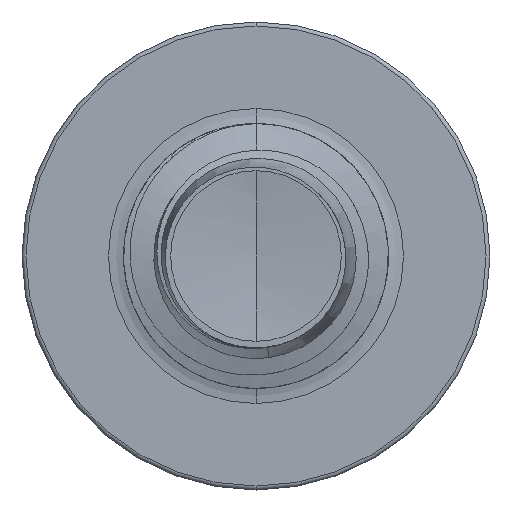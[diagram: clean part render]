
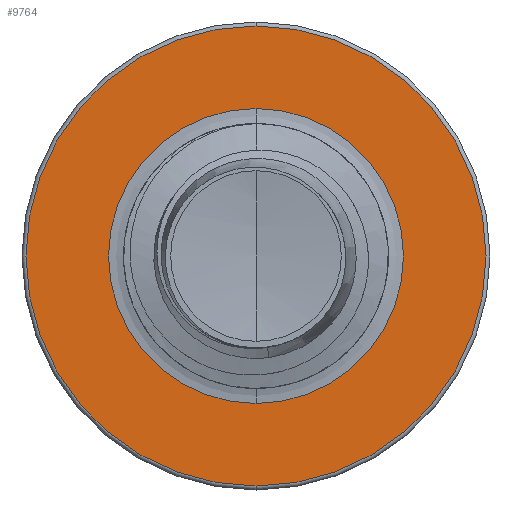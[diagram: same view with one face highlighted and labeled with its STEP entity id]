
A CAD part, front view. The second image highlights one B-rep face of the part: STEP entity #9764.
In plain terms, the highlighted planar face has unit normal (0, -1, 0).
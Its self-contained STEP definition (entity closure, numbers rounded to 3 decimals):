
#575 = DIRECTION ( 'NONE',  ( 0., 0., 1. ) ) ;
#711 = CARTESIAN_POINT ( 'NONE',  ( 0., 7.5, -1.67 ) ) ;
#2038 = ORIENTED_EDGE ( 'NONE', *, *, #21348, .T. ) ;
#2515 = CARTESIAN_POINT ( 'NONE',  ( 0., 7.5, 2.605 ) ) ;
#3224 = CARTESIAN_POINT ( 'NONE',  ( 0., 7.5, -2.605 ) ) ;
#4474 = CARTESIAN_POINT ( 'NONE',  ( 0., 7.5, 0. ) ) ;
#4484 = FACE_OUTER_BOUND ( 'NONE', #21131, .T. ) ;
#5148 = CIRCLE ( 'NONE', #18261, 1.67 ) ;
#5729 = DIRECTION ( 'NONE',  ( 0., 0., 1. ) ) ;
#5836 = AXIS2_PLACEMENT_3D ( 'NONE', #4474, #20673, #5729 ) ;
#6619 = EDGE_CURVE ( 'NONE', #20795, #20497, #5148, .T. ) ;
#8091 = EDGE_LOOP ( 'NONE', ( #2038, #10285 ) ) ;
#8221 = AXIS2_PLACEMENT_3D ( 'NONE', #22216, #13444, #575 ) ;
#8785 = CARTESIAN_POINT ( 'NONE',  ( 0., 7.5, 1.67 ) ) ;
#9350 = FACE_BOUND ( 'NONE', #8091, .T. ) ;
#9573 = DIRECTION ( 'NONE',  ( 0., 1., 0. ) ) ;
#9754 = EDGE_CURVE ( 'NONE', #22374, #12997, #14833, .T. ) ;
#9764 = ADVANCED_FACE ( 'NONE', ( #4484, #9350 ), #13833, .F. ) ;
#9996 = AXIS2_PLACEMENT_3D ( 'NONE', #13863, #16514, #21010 ) ;
#10285 = ORIENTED_EDGE ( 'NONE', *, *, #6619, .T. ) ;
#11472 = CIRCLE ( 'NONE', #21912, 2.605 ) ;
#12049 = DIRECTION ( 'NONE',  ( 0., 1., 0. ) ) ;
#12134 = CARTESIAN_POINT ( 'NONE',  ( 0., 7.5, 0. ) ) ;
#12997 = VERTEX_POINT ( 'NONE', #3224 ) ;
#13444 = DIRECTION ( 'NONE',  ( 0., 1., 0. ) ) ;
#13736 = DIRECTION ( 'NONE',  ( 0., 0., 1. ) ) ;
#13833 = PLANE ( 'NONE',  #9996 ) ;
#13863 = CARTESIAN_POINT ( 'NONE',  ( 0., 7.5, -1.67 ) ) ;
#14218 = ORIENTED_EDGE ( 'NONE', *, *, #22518, .F. ) ;
#14833 = CIRCLE ( 'NONE', #5836, 2.605 ) ;
#16514 = DIRECTION ( 'NONE',  ( 0., 1., 0. ) ) ;
#18261 = AXIS2_PLACEMENT_3D ( 'NONE', #12134, #12049, #13736 ) ;
#19256 = CIRCLE ( 'NONE', #8221, 1.67 ) ;
#20139 = CARTESIAN_POINT ( 'NONE',  ( 0., 7.5, 0. ) ) ;
#20497 = VERTEX_POINT ( 'NONE', #8785 ) ;
#20673 = DIRECTION ( 'NONE',  ( 0., 1., 0. ) ) ;
#20795 = VERTEX_POINT ( 'NONE', #711 ) ;
#21010 = DIRECTION ( 'NONE',  ( 0., 0., 1. ) ) ;
#21131 = EDGE_LOOP ( 'NONE', ( #22223, #14218 ) ) ;
#21318 = DIRECTION ( 'NONE',  ( 0., 0., 1. ) ) ;
#21348 = EDGE_CURVE ( 'NONE', #20497, #20795, #19256, .T. ) ;
#21912 = AXIS2_PLACEMENT_3D ( 'NONE', #20139, #9573, #21318 ) ;
#22216 = CARTESIAN_POINT ( 'NONE',  ( 0., 7.5, 0. ) ) ;
#22223 = ORIENTED_EDGE ( 'NONE', *, *, #9754, .F. ) ;
#22374 = VERTEX_POINT ( 'NONE', #2515 ) ;
#22518 = EDGE_CURVE ( 'NONE', #12997, #22374, #11472, .T. ) ;
